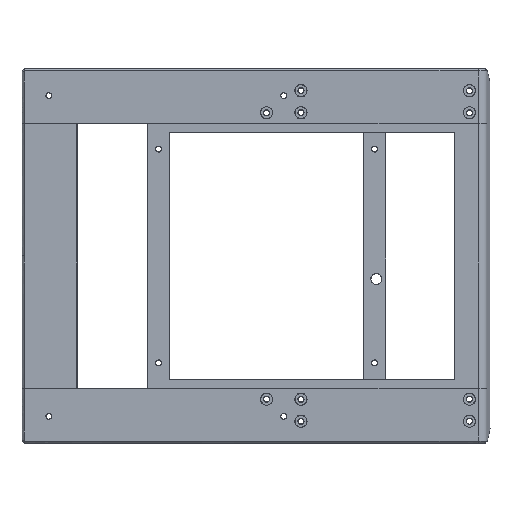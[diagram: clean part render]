
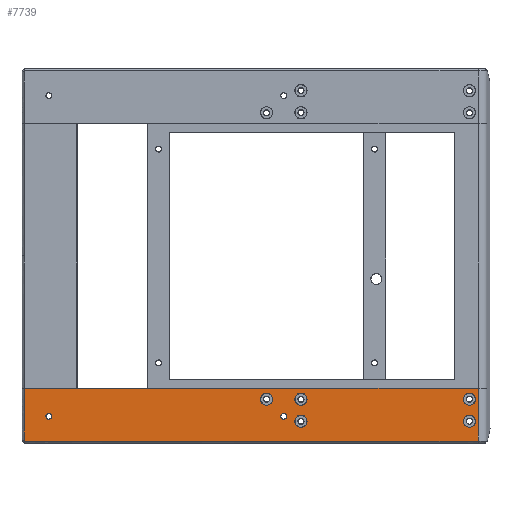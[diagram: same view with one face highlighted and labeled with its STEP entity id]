
A CAD part, top view. The second image highlights one B-rep face of the part: STEP entity #7739.
In plain terms, the highlighted planar face has unit normal (0, 0, 1).
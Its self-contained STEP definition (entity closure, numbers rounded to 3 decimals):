
#940=CARTESIAN_POINT('',(-134.267,-749.29,72.344));
#941=VERTEX_POINT('',#940);
#948=CARTESIAN_POINT('',(15.626,-749.29,72.344));
#949=VERTEX_POINT('',#948);
#950=CARTESIAN_POINT('',(-134.267,-749.29,72.344));
#951=DIRECTION('',(1.,0.,0.));
#952=VECTOR('',#951,149.893);
#953=LINE('',#950,#952);
#954=EDGE_CURVE('',#941,#949,#953,.T.);
#2181=CARTESIAN_POINT('',(-190.367,-749.29,72.344));
#2182=VERTEX_POINT('',#2181);
#2189=CARTESIAN_POINT('',(-166.467,-749.29,72.344));
#2190=VERTEX_POINT('',#2189);
#2191=CARTESIAN_POINT('',(-190.367,-749.29,72.344));
#2192=CARTESIAN_POINT('',(-166.467,-749.29,72.344));
#2193=B_SPLINE_CURVE_WITH_KNOTS('',1,(#2191,#2192),.UNSPECIFIED.,.F.,.F.,(2,2),(0.,23.9),.UNSPECIFIED.);
#2194=EDGE_CURVE('',#2182,#2190,#2193,.T.);
#6308=CARTESIAN_POINT('',(15.626,-773.29,72.344));
#6309=VERTEX_POINT('',#6308);
#6346=CARTESIAN_POINT('',(-189.952,-773.29,72.344));
#6347=VERTEX_POINT('',#6346);
#6444=CARTESIAN_POINT('',(-189.952,-773.29,72.344));
#6445=DIRECTION('',(1.,0.,0.));
#6446=VECTOR('',#6445,205.578);
#6447=LINE('',#6444,#6446);
#6448=EDGE_CURVE('',#6347,#6309,#6447,.T.);
#6458=CARTESIAN_POINT('',(-179.145,-763.444,72.344));
#6459=VERTEX_POINT('',#6458);
#6466=CARTESIAN_POINT('',(-179.145,-762.069,72.344));
#6467=DIRECTION('',(-0.,-0.,-1.));
#6468=DIRECTION('',(0.,-1.,0.));
#6469=AXIS2_PLACEMENT_3D('',#6466,#6467,#6468);
#6470=CIRCLE('',#6469,1.375);
#6471=EDGE_CURVE('',#6459,#6459,#6470,.T.);
#6483=CARTESIAN_POINT('',(-72.588,-763.444,72.344));
#6484=VERTEX_POINT('',#6483);
#6491=CARTESIAN_POINT('',(-72.588,-762.069,72.344));
#6492=DIRECTION('',(-0.,-0.,-1.));
#6493=DIRECTION('',(0.,-1.,0.));
#6494=AXIS2_PLACEMENT_3D('',#6491,#6492,#6493);
#6495=CIRCLE('',#6494,1.375);
#6496=EDGE_CURVE('',#6484,#6484,#6495,.T.);
#6508=CARTESIAN_POINT('',(-64.755,-767.065,72.344));
#6509=VERTEX_POINT('',#6508);
#6516=CARTESIAN_POINT('',(-64.755,-764.29,72.344));
#6517=DIRECTION('',(-0.,-0.,-1.));
#6518=DIRECTION('',(0.,-1.,0.));
#6519=AXIS2_PLACEMENT_3D('',#6516,#6517,#6518);
#6520=CIRCLE('',#6519,2.775);
#6521=EDGE_CURVE('',#6509,#6509,#6520,.T.);
#6533=CARTESIAN_POINT('',(-64.755,-757.065,72.344));
#6534=VERTEX_POINT('',#6533);
#6541=CARTESIAN_POINT('',(-64.755,-754.29,72.344));
#6542=DIRECTION('',(-0.,-0.,-1.));
#6543=DIRECTION('',(0.,-1.,0.));
#6544=AXIS2_PLACEMENT_3D('',#6541,#6542,#6543);
#6545=CIRCLE('',#6544,2.775);
#6546=EDGE_CURVE('',#6534,#6534,#6545,.T.);
#6558=CARTESIAN_POINT('',(-80.367,-757.065,72.344));
#6559=VERTEX_POINT('',#6558);
#6566=CARTESIAN_POINT('',(-80.367,-754.29,72.344));
#6567=DIRECTION('',(-0.,-0.,-1.));
#6568=DIRECTION('',(0.,-1.,0.));
#6569=AXIS2_PLACEMENT_3D('',#6566,#6567,#6568);
#6570=CIRCLE('',#6569,2.775);
#6571=EDGE_CURVE('',#6559,#6559,#6570,.T.);
#6584=CARTESIAN_POINT('',(11.688,-757.065,72.344));
#6585=VERTEX_POINT('',#6584);
#6592=CARTESIAN_POINT('',(11.688,-754.29,72.344));
#6593=DIRECTION('',(-0.,-0.,-1.));
#6594=DIRECTION('',(0.,-1.,0.));
#6595=AXIS2_PLACEMENT_3D('',#6592,#6593,#6594);
#6596=CIRCLE('',#6595,2.775);
#6597=EDGE_CURVE('',#6585,#6585,#6596,.T.);
#6609=CARTESIAN_POINT('',(11.688,-767.065,72.344));
#6610=VERTEX_POINT('',#6609);
#6617=CARTESIAN_POINT('',(11.688,-764.29,72.344));
#6618=DIRECTION('',(-0.,-0.,-1.));
#6619=DIRECTION('',(0.,-1.,0.));
#6620=AXIS2_PLACEMENT_3D('',#6617,#6618,#6619);
#6621=CIRCLE('',#6620,2.775);
#6622=EDGE_CURVE('',#6610,#6610,#6621,.T.);
#6654=CARTESIAN_POINT('',(-190.367,-772.875,72.344));
#6655=VERTEX_POINT('',#6654);
#6757=CARTESIAN_POINT('',(-190.367,-772.875,72.344));
#6758=DIRECTION('',(0.707,-0.707,0.));
#6759=VECTOR('',#6758,0.586);
#6760=LINE('',#6757,#6759);
#6761=EDGE_CURVE('',#6655,#6347,#6760,.T.);
#6893=CARTESIAN_POINT('',(-166.467,-749.39,72.344));
#6894=VERTEX_POINT('',#6893);
#6901=CARTESIAN_POINT('',(-134.267,-749.39,72.344));
#6902=VERTEX_POINT('',#6901);
#6903=CARTESIAN_POINT('',(-134.267,-749.39,72.344));
#6904=DIRECTION('',(-1.,-0.,-0.));
#6905=VECTOR('',#6904,32.2);
#6906=LINE('',#6903,#6905);
#6907=EDGE_CURVE('',#6902,#6894,#6906,.T.);
#7600=CARTESIAN_POINT('',(15.626,-773.29,72.344));
#7601=DIRECTION('',(-0.,1.,-0.));
#7602=VECTOR('',#7601,24.);
#7603=LINE('',#7600,#7602);
#7604=EDGE_CURVE('',#6309,#949,#7603,.T.);
#7687=CARTESIAN_POINT('',(-135.549,-752.04,72.344));
#7688=DIRECTION('',(0.,0.,1.));
#7689=DIRECTION('',(0.,-1.,0.));
#7690=AXIS2_PLACEMENT_3D('',#7687,#7688,#7689);
#7691=PLANE('',#7690);
#7692=ORIENTED_EDGE('',*,*,#6622,.T.);
#7693=EDGE_LOOP('',(#7692));
#7694=FACE_BOUND('',#7693,.T.);
#7695=ORIENTED_EDGE('',*,*,#6597,.T.);
#7696=EDGE_LOOP('',(#7695));
#7697=FACE_BOUND('',#7696,.T.);
#7698=ORIENTED_EDGE('',*,*,#6571,.T.);
#7699=EDGE_LOOP('',(#7698));
#7700=FACE_BOUND('',#7699,.T.);
#7701=ORIENTED_EDGE('',*,*,#6546,.T.);
#7702=EDGE_LOOP('',(#7701));
#7703=FACE_BOUND('',#7702,.T.);
#7704=ORIENTED_EDGE('',*,*,#6521,.T.);
#7705=EDGE_LOOP('',(#7704));
#7706=FACE_BOUND('',#7705,.T.);
#7707=ORIENTED_EDGE('',*,*,#6496,.T.);
#7708=EDGE_LOOP('',(#7707));
#7709=FACE_BOUND('',#7708,.T.);
#7710=ORIENTED_EDGE('',*,*,#6471,.T.);
#7711=EDGE_LOOP('',(#7710));
#7712=FACE_BOUND('',#7711,.T.);
#7713=ORIENTED_EDGE('',*,*,#954,.F.);
#7714=CARTESIAN_POINT('',(-134.267,-749.29,72.344));
#7715=DIRECTION('',(0.,-1.,0.));
#7716=VECTOR('',#7715,0.1);
#7717=LINE('',#7714,#7716);
#7718=EDGE_CURVE('',#941,#6902,#7717,.T.);
#7719=ORIENTED_EDGE('',*,*,#7718,.T.);
#7720=ORIENTED_EDGE('',*,*,#6907,.T.);
#7721=CARTESIAN_POINT('',(-166.467,-749.39,72.344));
#7722=DIRECTION('',(-0.,1.,-0.));
#7723=VECTOR('',#7722,0.1);
#7724=LINE('',#7721,#7723);
#7725=EDGE_CURVE('',#6894,#2190,#7724,.T.);
#7726=ORIENTED_EDGE('',*,*,#7725,.T.);
#7727=ORIENTED_EDGE('',*,*,#2194,.F.);
#7728=CARTESIAN_POINT('',(-190.367,-749.29,72.344));
#7729=DIRECTION('',(0.,-1.,0.));
#7730=VECTOR('',#7729,23.586);
#7731=LINE('',#7728,#7730);
#7732=EDGE_CURVE('',#2182,#6655,#7731,.T.);
#7733=ORIENTED_EDGE('',*,*,#7732,.T.);
#7734=ORIENTED_EDGE('',*,*,#6761,.T.);
#7735=ORIENTED_EDGE('',*,*,#6448,.T.);
#7736=ORIENTED_EDGE('',*,*,#7604,.T.);
#7737=EDGE_LOOP('',(#7713,#7719,#7720,#7726,#7727,#7733,#7734,#7735,#7736));
#7738=FACE_BOUND('',#7737,.T.);
#7739=ADVANCED_FACE('',(#7694,#7697,#7700,#7703,#7706,#7709,#7712,#7738),#7691,.T.);
